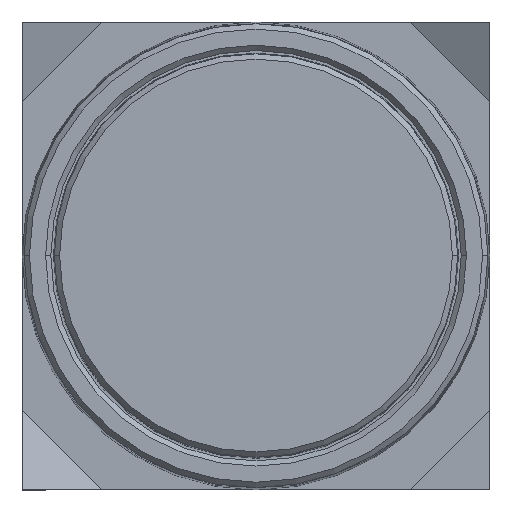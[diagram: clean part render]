
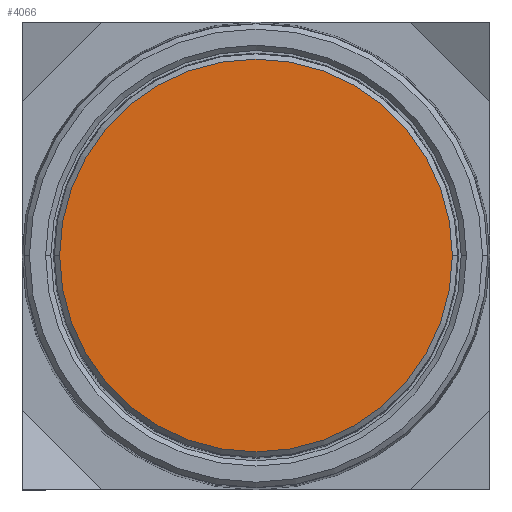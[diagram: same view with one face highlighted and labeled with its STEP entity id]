
A CAD part, top view. The second image highlights one B-rep face of the part: STEP entity #4066.
In plain terms, the highlighted planar face has unit normal (0, 0, 1).
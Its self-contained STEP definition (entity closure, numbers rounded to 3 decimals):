
#14 = CARTESIAN_POINT ( 'NONE',  ( 0., 0., 9.6 ) ) ;
#83 = CARTESIAN_POINT ( 'NONE',  ( 7.513, 0., 9.6 ) ) ;
#119 = DIRECTION ( 'NONE',  ( 0., 0., 1. ) ) ;
#1072 = AXIS2_PLACEMENT_3D ( 'NONE', #14, #1494, #2973 ) ;
#1428 = DIRECTION ( 'NONE',  ( 0., 0., 1. ) ) ;
#1465 = CIRCLE ( 'NONE', #3560, 7.513 ) ;
#1494 = DIRECTION ( 'NONE',  ( 0., 0., 1. ) ) ;
#1515 = EDGE_CURVE ( 'NONE', #4200, #3094, #1465, .T. ) ;
#1583 = ORIENTED_EDGE ( 'NONE', *, *, #3793, .T. ) ;
#1596 = DIRECTION ( 'NONE',  ( -1., 0., 0. ) ) ;
#1791 = FACE_OUTER_BOUND ( 'NONE', #1802, .T. ) ;
#1802 = EDGE_LOOP ( 'NONE', ( #3803, #1583 ) ) ;
#2904 = DIRECTION ( 'NONE',  ( 1., 0., 0. ) ) ;
#2973 = DIRECTION ( 'NONE',  ( -1., 0., 0. ) ) ;
#3094 = VERTEX_POINT ( 'NONE', #83 ) ;
#3155 = CIRCLE ( 'NONE', #1072, 7.513 ) ;
#3271 = PLANE ( 'NONE',  #4247 ) ;
#3449 = CARTESIAN_POINT ( 'NONE',  ( 0., 0., 9.6 ) ) ;
#3560 = AXIS2_PLACEMENT_3D ( 'NONE', #3449, #119, #1596 ) ;
#3793 = EDGE_CURVE ( 'NONE', #3094, #4200, #3155, .T. ) ;
#3803 = ORIENTED_EDGE ( 'NONE', *, *, #1515, .T. ) ;
#4066 = ADVANCED_FACE ( 'NONE', ( #1791 ), #3271, .T. ) ;
#4145 = CARTESIAN_POINT ( 'NONE',  ( -7.513, 0., 9.6 ) ) ;
#4200 = VERTEX_POINT ( 'NONE', #4145 ) ;
#4247 = AXIS2_PLACEMENT_3D ( 'NONE', #4746, #1428, #2904 ) ;
#4746 = CARTESIAN_POINT ( 'NONE',  ( -7.603, -7.603, 9.6 ) ) ;
